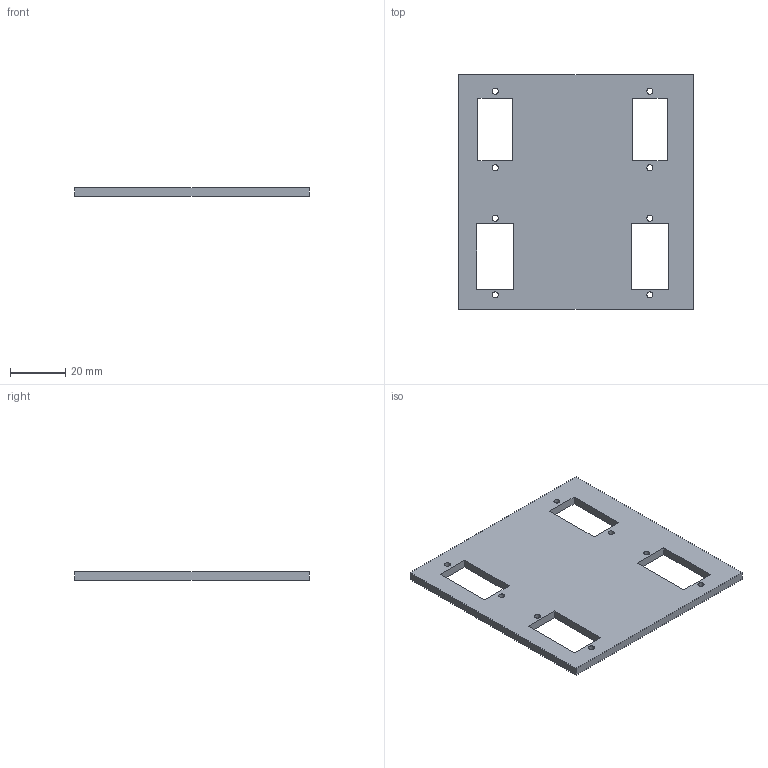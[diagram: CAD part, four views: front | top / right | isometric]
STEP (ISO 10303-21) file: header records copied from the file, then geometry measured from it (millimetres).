
FILE_DESCRIPTION(('FreeCAD Model'),'2;1');
FILE_NAME( 'base con corte.step', '2021-01-24T11:45:45',('Author'),(''), 'Open CASCADE STEP processor 7.3','FreeCAD','Unknown');
FILE_SCHEMA(('AUTOMOTIVE_DESIGN { 1 0 10303 214 1 1 1 1 }'));
Length unit declared in the file: millimetre
Products named in the file (1): Base_con_corte
Bounding box: 85 x 85 x 3 mm (x, y, z)
Volume: 17953.8 mm3; surface area: 14025.1 mm2
Topology: 1 solids, 1 shells, 30 faces, 84 edges, 56 vertices
Faces by surface type: plane 22, cylinder 8
Full cylindrical faces by diameter (mm): 2.2 x8
Entity records: 2248 total; most frequent: CARTESIAN_POINT 419, DIRECTION 250, ORIENTED_EDGE 168, PCURVE 168, DEFINITIONAL_REPRESENTATION 168, LINE 140, VECTOR 140, EDGE_CURVE 84
